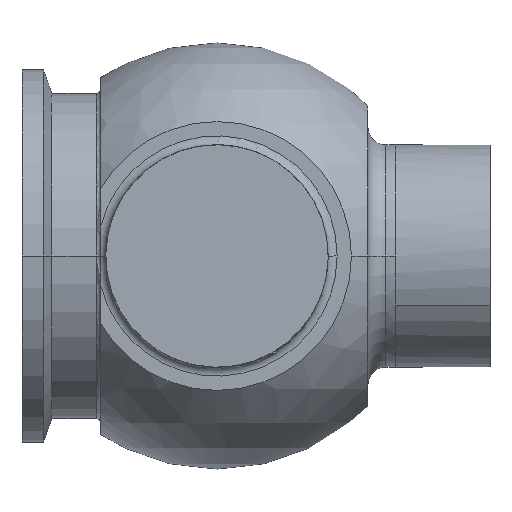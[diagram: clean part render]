
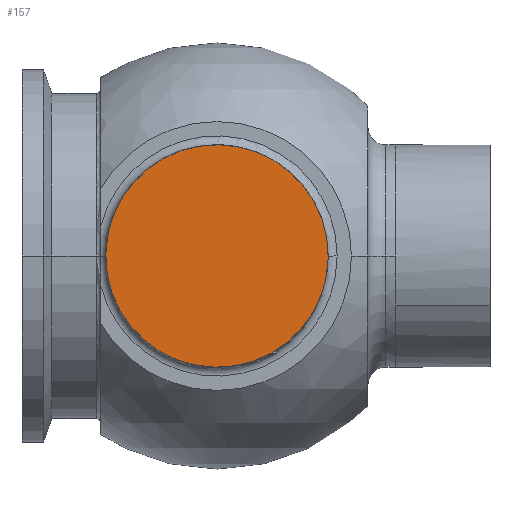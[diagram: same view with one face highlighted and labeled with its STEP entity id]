
A CAD part, left-side view. The second image highlights one B-rep face of the part: STEP entity #157.
In plain terms, the highlighted planar face has unit normal (-1, 0, 0).
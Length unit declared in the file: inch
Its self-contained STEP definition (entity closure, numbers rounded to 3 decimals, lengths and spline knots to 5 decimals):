
#37 = AXIS2_PLACEMENT_3D ( 'NONE', #341, #343, #335 ) ;
#67 = EDGE_CURVE ( 'NONE', #883, #110, #195, .T. ) ;
#68 = AXIS2_PLACEMENT_3D ( 'NONE', #599, #776, #453 ) ;
#110 = VERTEX_POINT ( 'NONE', #220 ) ;
#157 = ADVANCED_FACE ( 'NONE', ( #440 ), #591, .T. ) ;
#161 = ORIENTED_EDGE ( 'NONE', *, *, #67, .T. ) ;
#195 = CIRCLE ( 'NONE', #37, 0.75 ) ;
#220 = CARTESIAN_POINT ( 'NONE',  ( -4.01, 0.58102, -0.47425 ) ) ;
#289 = EDGE_LOOP ( 'NONE', ( #161, #523 ) ) ;
#296 = DIRECTION ( 'NONE',  ( -1., 0., 0. ) ) ;
#335 = DIRECTION ( 'NONE',  ( 0., 0., 1. ) ) ;
#341 = CARTESIAN_POINT ( 'NONE',  ( -4.01, 0., 0. ) ) ;
#343 = DIRECTION ( 'NONE',  ( -1., 0., 0. ) ) ;
#372 = EDGE_CURVE ( 'NONE', #110, #883, #730, .T. ) ;
#440 = FACE_OUTER_BOUND ( 'NONE', #289, .T. ) ;
#453 = DIRECTION ( 'NONE',  ( 0., 0., 1. ) ) ;
#523 = ORIENTED_EDGE ( 'NONE', *, *, #372, .T. ) ;
#591 = PLANE ( 'NONE',  #68 ) ;
#599 = CARTESIAN_POINT ( 'NONE',  ( -4.01, 0., 0. ) ) ;
#638 = DIRECTION ( 'NONE',  ( 0., 0., 1. ) ) ;
#701 = CARTESIAN_POINT ( 'NONE',  ( -4.01, 0., 0. ) ) ;
#730 = CIRCLE ( 'NONE', #751, 0.75 ) ;
#750 = CARTESIAN_POINT ( 'NONE',  ( -4.01, -0.58102, 0.47425 ) ) ;
#751 = AXIS2_PLACEMENT_3D ( 'NONE', #701, #296, #638 ) ;
#776 = DIRECTION ( 'NONE',  ( -1., 0., 0. ) ) ;
#883 = VERTEX_POINT ( 'NONE', #750 ) ;
